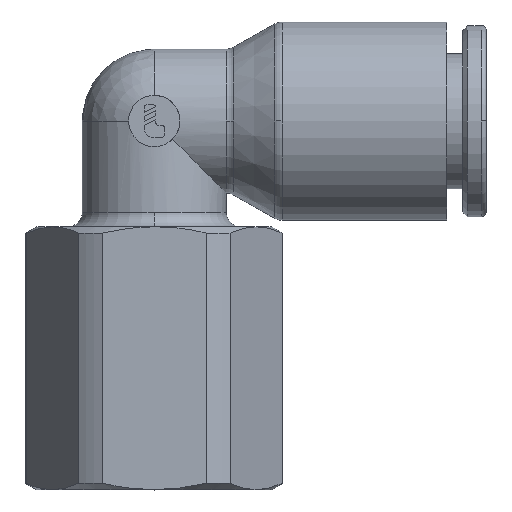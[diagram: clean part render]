
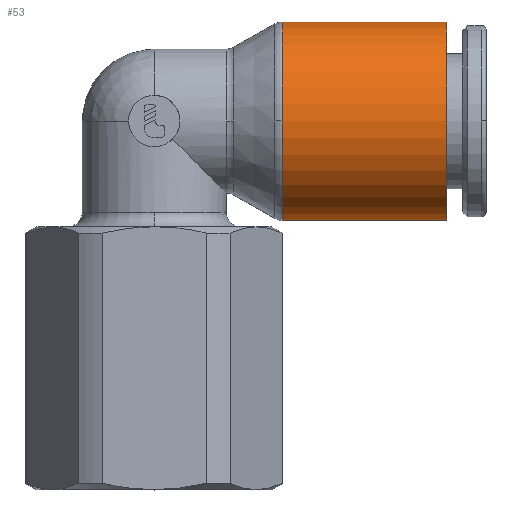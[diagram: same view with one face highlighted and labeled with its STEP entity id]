
A CAD part, top view. The second image highlights one B-rep face of the part: STEP entity #53.
In plain terms, the highlighted cylindrical face has radius 6.75 mm (diameter 13.5 mm), a partial arc.
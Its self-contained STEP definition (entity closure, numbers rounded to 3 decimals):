
#53=ADVANCED_FACE('',(#154),#155,.T.);
#154=FACE_OUTER_BOUND('',#349,.T.);
#155=CYLINDRICAL_SURFACE('',#350,6.75);
#349=EDGE_LOOP('',(#581,#582,#583,#584,#585));
#350=AXIS2_PLACEMENT_3D('',#586,#587,#588);
#581=ORIENTED_EDGE('',*,*,#1295,.F.);
#582=ORIENTED_EDGE('',*,*,#1296,.T.);
#583=ORIENTED_EDGE('',*,*,#1297,.T.);
#584=ORIENTED_EDGE('',*,*,#1298,.F.);
#585=ORIENTED_EDGE('',*,*,#1299,.F.);
#586=CARTESIAN_POINT('',(14.3,25.1,0.0));
#587=DIRECTION('',(1.0,0.0,0.0));
#588=DIRECTION('',(0.0,1.0,0.0));
#1295=EDGE_CURVE('',#1547,#1548,#1549,.T.);
#1296=EDGE_CURVE('',#1547,#1550,#1551,.T.);
#1297=EDGE_CURVE('',#1550,#1552,#1553,.T.);
#1298=EDGE_CURVE('',#1554,#1552,#1555,.T.);
#1299=EDGE_CURVE('',#1548,#1554,#1556,.T.);
#1547=VERTEX_POINT('',#1975);
#1548=VERTEX_POINT('',#1976);
#1549=LINE('',#1977,#1978);
#1550=VERTEX_POINT('',#1979);
#1551=CIRCLE('',#1980,6.75);
#1552=VERTEX_POINT('',#1981);
#1553=CIRCLE('',#1982,6.75);
#1554=VERTEX_POINT('',#1983);
#1555=LINE('',#1984,#1985);
#1556=CIRCLE('',#1986,6.75);
#1975=CARTESIAN_POINT('',(8.7,31.85,0.0));
#1976=CARTESIAN_POINT('',(19.9,31.85,0.0));
#1977=CARTESIAN_POINT('',(14.3,31.85,0.));
#1978=VECTOR('',#2803,1.0);
#1979=CARTESIAN_POINT('',(8.7,25.1,6.75));
#1980=AXIS2_PLACEMENT_3D('',#2804,#2805,#2806);
#1981=CARTESIAN_POINT('',(8.7,18.35,0.));
#1982=AXIS2_PLACEMENT_3D('',#2807,#2808,#2809);
#1983=CARTESIAN_POINT('',(19.9,18.35,0.));
#1984=CARTESIAN_POINT('',(14.3,18.35,0.));
#1985=VECTOR('',#2810,1.0);
#1986=AXIS2_PLACEMENT_3D('',#2811,#2812,#2813);
#2803=DIRECTION('',(1.0,0.0,0.0));
#2804=CARTESIAN_POINT('',(8.7,25.1,0.0));
#2805=DIRECTION('',(1.0,0.0,0.0));
#2806=DIRECTION('',(0.0,1.0,0.0));
#2807=CARTESIAN_POINT('',(8.7,25.1,0.0));
#2808=DIRECTION('',(1.0,0.0,0.0));
#2809=DIRECTION('',(0.0,1.0,0.0));
#2810=DIRECTION('',(-1.0,-0.0,-0.0));
#2811=CARTESIAN_POINT('',(19.9,25.1,0.0));
#2812=DIRECTION('',(1.0,0.0,0.0));
#2813=DIRECTION('',(0.0,1.0,0.0));
